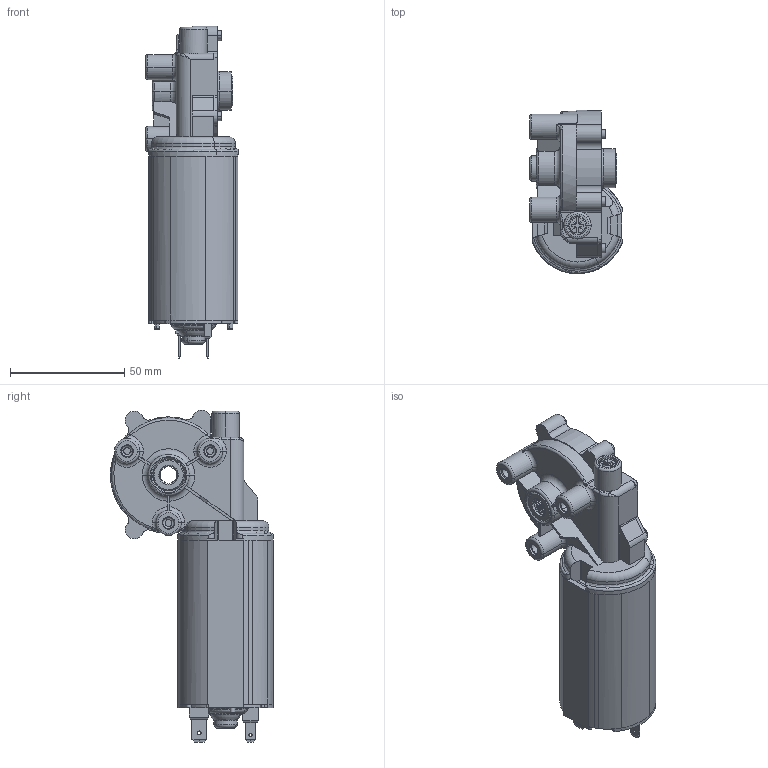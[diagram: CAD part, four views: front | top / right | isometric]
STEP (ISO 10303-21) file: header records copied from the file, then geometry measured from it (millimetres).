
FILE_DESCRIPTION(('CATIA V5 STEP Exchange'),'2;1');
FILE_NAME('10000008993_00_MOTOR GMPG_404.166.stp','2010-05-27T10:51:36+00:00',('none'),('none'),'CATIA Version 5 Release 17 (IN-10)','CATIA V5 STEP AP214','none');
FILE_SCHEMA(('AUTOMOTIVE_DESIGN { 1 0 10303 214 1 1 1 1 }'));
Length unit declared in the file: millimetre
Products named in the file (1): 10000008993_00_MOTOR GMPG_404.166
Bounding box: 40.73 x 71.46 x 145.5 mm (x, y, z)
Volume: 159792.7 mm3; surface area: 42540.2 mm2
Topology: 1 solids, 7 shells, 867 faces, 2329 edges, 1467 vertices
Faces by surface type: plane 357, cylinder 320, torus 91, cone 54, bspline 32, sphere 12, extrusion 1
Entity records: 26950 total; most frequent: CARTESIAN_POINT 7675, ORIENTED_EDGE 4616, DIRECTION 2902, EDGE_CURVE 2308, VERTEX_POINT 1467, AXIS2_PLACEMENT_3D 1370, VECTOR 1003, LINE 1002
